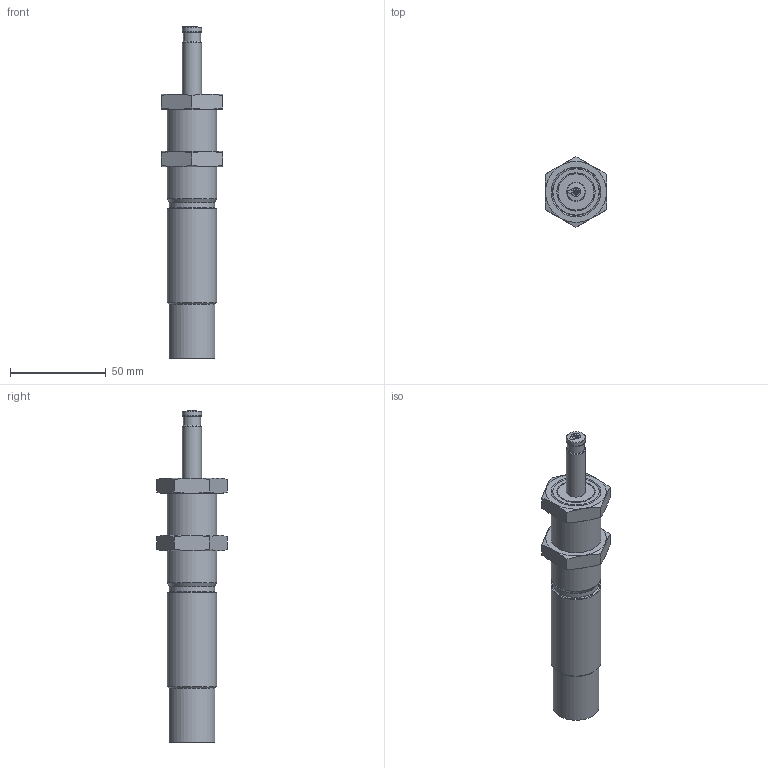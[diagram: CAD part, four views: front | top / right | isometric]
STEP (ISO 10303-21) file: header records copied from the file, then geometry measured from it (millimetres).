
FILE_DESCRIPTION(/* description */ ('STEP AP214'),/* implementation_level */ '2;1');
FILE_NAME(/* name */ '1138647_DYSR-20-25-Y5-T',/* time_stamp */ '2024-08-23T16:20:31+02:00',/* author */ ('License CC BY-ND 4.0'),/* organization */ ('CADENAS'),/* preprocessor_version */ 'ST-DEVELOPER v19.3',/* originating_system */ 'PARTsolutions',/* authorisation */ ' ');
FILE_SCHEMA (('AUTOMOTIVE_DESIGN {1 0 10303 214 3 1 1}'));
Length unit declared in the file: millimetre
Products named in the file (3): 1138647 DYSR-20-25-Y5-T---(25); 1138647 DYSR-20-25-Y5-Tp---(25); 337144 VAL-1/4 M26x1.5-8-32
Assembly tree (3 placements, depth 2):
  1138647 DYSR-20-25-Y5-T---(25)
    1138647 DYSR-20-25-Y5-Tp---(25)
    337144 VAL-1/4 M26x1.5-8-32  x2
Bounding box: 32 x 36.95 x 173.58 mm (x, y, z)
Volume: 76209.8 mm3; surface area: 18601.1 mm2
Topology: 3 solids, 3 shells, 75 faces, 165 edges, 102 vertices
Faces by surface type: plane 35, cone 20, cylinder 14, torus 6
Full cylindrical faces by diameter (mm): 5 x1, 9 x1, 10 x2, 18.9 x1, 20 x2, 21 x1, 23.7 x1, 24 x1, 24.376 x2, 26 x2
Entity records: 1615 total; most frequent: CARTESIAN_POINT 318, DIRECTION 262, ORIENTED_EDGE 202, AXIS2_PLACEMENT_3D 113, EDGE_CURVE 101, FACE_BOUND 100, EDGE_LOOP 98, VERTEX_POINT 79
